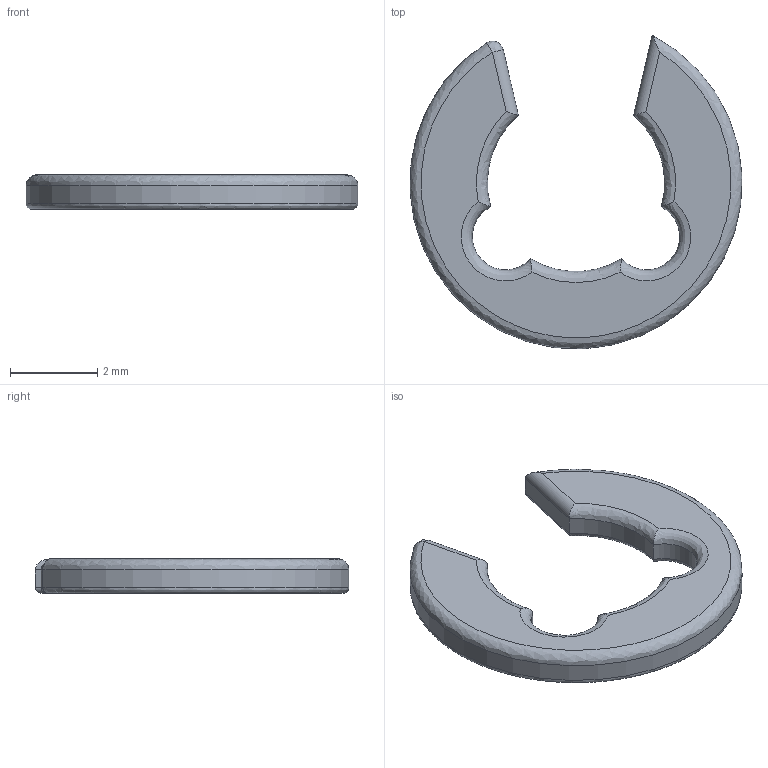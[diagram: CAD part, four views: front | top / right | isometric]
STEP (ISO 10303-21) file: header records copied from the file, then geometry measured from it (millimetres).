
FILE_DESCRIPTION (( 'STEP AP214' ), '1' );
FILE_NAME ('SCE-101670.STEP', '2021-01-13T12:37:59', ( '' ), ( '' ), 'SwSTEP 2.0', 'SolidWorks 2019', '' );
FILE_SCHEMA (( 'AUTOMOTIVE_DESIGN' ));
Length unit declared in the file: inch
Products named in the file (1): SCE-101670
Bounding box: 7.61 x 7.19 x 0.79 mm (x, y, z)
Volume: 19.1 mm3; surface area: 72.4 mm2
Topology: 1 solids, 1 shells, 29 faces, 64 edges, 36 vertices
Faces by surface type: bspline 13, cylinder 11, plane 4, torus 1
Entity records: 1634 total; most frequent: CARTESIAN_POINT 700, ORIENTED_EDGE 126, DIRECTION 84, EDGE_CURVE 63, VERTEX_POINT 36, AXIS2_PLACEMENT_3D 34, LENGTH_MEASURE_WITH_UNIT 32, UNCERTAINTY_MEASURE_WITH_UNIT 32
